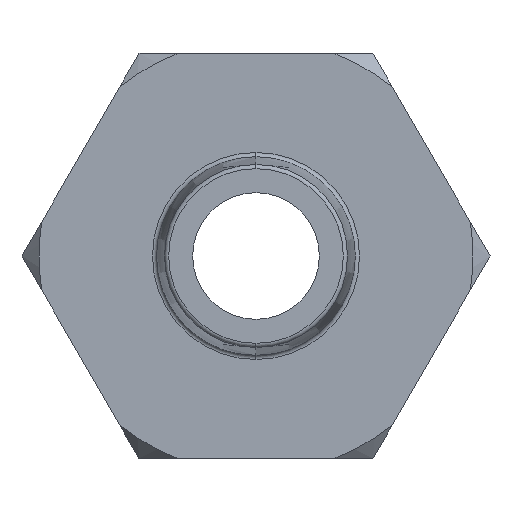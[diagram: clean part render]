
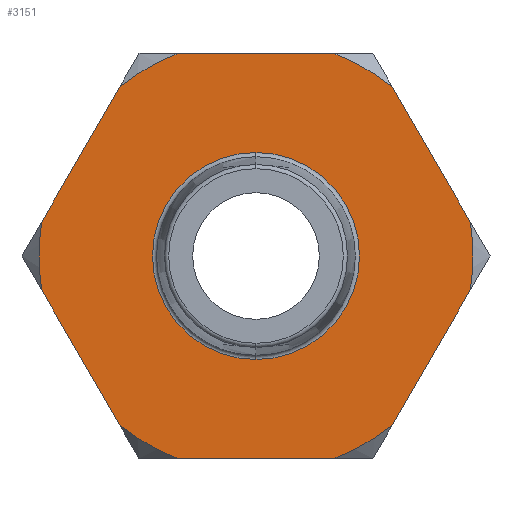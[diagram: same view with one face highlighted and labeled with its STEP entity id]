
A CAD part, left-side view. The second image highlights one B-rep face of the part: STEP entity #3151.
In plain terms, the highlighted planar face has unit normal (-1, 0, 0).
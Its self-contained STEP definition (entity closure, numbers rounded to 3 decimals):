
#22 = ORIENTED_EDGE ( 'NONE', *, *, #1741, .F. ) ;
#26 = EDGE_CURVE ( 'NONE', #129, #2782, #2318, .T. ) ;
#46 = EDGE_CURVE ( 'NONE', #2179, #2211, #2155, .T. ) ;
#117 = CARTESIAN_POINT ( 'NONE',  ( -3., 0., -6.13 ) ) ;
#129 = VERTEX_POINT ( 'NONE', #2849 ) ;
#151 = EDGE_CURVE ( 'NONE', #1350, #611, #1709, .T. ) ;
#398 = LINE ( 'NONE', #1843, #1396 ) ;
#412 = VERTEX_POINT ( 'NONE', #2897 ) ;
#435 = CARTESIAN_POINT ( 'NONE',  ( -3., 8.085, -9.994 ) ) ;
#491 = ORIENTED_EDGE ( 'NONE', *, *, #1355, .T. ) ;
#494 = CARTESIAN_POINT ( 'NONE',  ( -3., 0., 0. ) ) ;
#501 = FACE_BOUND ( 'NONE', #3536, .T. ) ;
#508 = DIRECTION ( 'NONE',  ( -1., 0., 0. ) ) ;
#518 = DIRECTION ( 'NONE',  ( 0., 0., 1. ) ) ;
#589 = EDGE_CURVE ( 'NONE', #678, #1100, #2895, .T. ) ;
#611 = VERTEX_POINT ( 'NONE', #1796 ) ;
#614 = CARTESIAN_POINT ( 'NONE',  ( -3., 4.613, 11.999 ) ) ;
#678 = VERTEX_POINT ( 'NONE', #3448 ) ;
#697 = VERTEX_POINT ( 'NONE', #614 ) ;
#699 = CARTESIAN_POINT ( 'NONE',  ( -3., -6.928, 11.999 ) ) ;
#727 = AXIS2_PLACEMENT_3D ( 'NONE', #2975, #3595, #3498 ) ;
#751 = DIRECTION ( 'NONE',  ( 0., -0.5, -0.866 ) ) ;
#866 = EDGE_CURVE ( 'NONE', #678, #3313, #3040, .T. ) ;
#889 = ORIENTED_EDGE ( 'NONE', *, *, #866, .T. ) ;
#1005 = CARTESIAN_POINT ( 'NONE',  ( -3., 8.085, 9.994 ) ) ;
#1007 = CARTESIAN_POINT ( 'NONE',  ( -3., 0., 0. ) ) ;
#1058 = DIRECTION ( 'NONE',  ( 1., 0., 0. ) ) ;
#1068 = DIRECTION ( 'NONE',  ( 0., 0., 1. ) ) ;
#1100 = VERTEX_POINT ( 'NONE', #2727 ) ;
#1147 = DIRECTION ( 'NONE',  ( -1., 0., 0. ) ) ;
#1158 = CARTESIAN_POINT ( 'NONE',  ( -3., 12.698, 2.004 ) ) ;
#1207 = ORIENTED_EDGE ( 'NONE', *, *, #589, .F. ) ;
#1265 = AXIS2_PLACEMENT_3D ( 'NONE', #3600, #3551, #3576 ) ;
#1329 = EDGE_CURVE ( 'NONE', #697, #2782, #3069, .T. ) ;
#1335 = DIRECTION ( 'NONE',  ( 0., 0.5, -0.866 ) ) ;
#1350 = VERTEX_POINT ( 'NONE', #117 ) ;
#1355 = EDGE_CURVE ( 'NONE', #611, #1350, #2859, .T. ) ;
#1396 = VECTOR ( 'NONE', #1815, 1000. ) ;
#1448 = AXIS2_PLACEMENT_3D ( 'NONE', #3494, #2451, #3474 ) ;
#1508 = VERTEX_POINT ( 'NONE', #1005 ) ;
#1547 = CARTESIAN_POINT ( 'NONE',  ( -3., 6.928, 11.999 ) ) ;
#1574 = VERTEX_POINT ( 'NONE', #435 ) ;
#1612 = CARTESIAN_POINT ( 'NONE',  ( -3., 6.928, -11.999 ) ) ;
#1646 = EDGE_CURVE ( 'NONE', #697, #1508, #1868, .T. ) ;
#1701 = CARTESIAN_POINT ( 'NONE',  ( -3., 0., 0. ) ) ;
#1705 = DIRECTION ( 'NONE',  ( -1., 0., 0. ) ) ;
#1709 = CIRCLE ( 'NONE', #2598, 6.13 ) ;
#1710 = DIRECTION ( 'NONE',  ( 0., 0., 1. ) ) ;
#1730 = VECTOR ( 'NONE', #751, 1000. ) ;
#1739 = DIRECTION ( 'NONE',  ( 0., 0.5, 0.866 ) ) ;
#1741 = EDGE_CURVE ( 'NONE', #129, #412, #2306, .T. ) ;
#1781 = ORIENTED_EDGE ( 'NONE', *, *, #46, .T. ) ;
#1796 = CARTESIAN_POINT ( 'NONE',  ( -3., 0., 6.13 ) ) ;
#1800 = ORIENTED_EDGE ( 'NONE', *, *, #1948, .F. ) ;
#1814 = AXIS2_PLACEMENT_3D ( 'NONE', #1908, #2350, #2164 ) ;
#1815 = DIRECTION ( 'NONE',  ( 0., -0.5, 0.866 ) ) ;
#1823 = DIRECTION ( 'NONE',  ( 0., -1., 0. ) ) ;
#1831 = CIRCLE ( 'NONE', #3263, 12.855 ) ;
#1843 = CARTESIAN_POINT ( 'NONE',  ( -3., 13.855, 0. ) ) ;
#1868 = CIRCLE ( 'NONE', #3104, 12.855 ) ;
#1908 = CARTESIAN_POINT ( 'NONE',  ( -3., 0., 0. ) ) ;
#1948 = EDGE_CURVE ( 'NONE', #1574, #2211, #2490, .T. ) ;
#1953 = FACE_OUTER_BOUND ( 'NONE', #3082, .T. ) ;
#1986 = EDGE_CURVE ( 'NONE', #2784, #3313, #2620, .T. ) ;
#1998 = AXIS2_PLACEMENT_3D ( 'NONE', #2786, #1147, #3095 ) ;
#2026 = DIRECTION ( 'NONE',  ( 0., 1., 0. ) ) ;
#2155 = CIRCLE ( 'NONE', #1448, 12.855 ) ;
#2164 = DIRECTION ( 'NONE',  ( 0., 0., 1. ) ) ;
#2179 = VERTEX_POINT ( 'NONE', #1158 ) ;
#2211 = VERTEX_POINT ( 'NONE', #2443 ) ;
#2306 = LINE ( 'NONE', #699, #1730 ) ;
#2318 = CIRCLE ( 'NONE', #1265, 12.855 ) ;
#2343 = VECTOR ( 'NONE', #1823, 1000. ) ;
#2350 = DIRECTION ( 'NONE',  ( 1., 0., 0. ) ) ;
#2437 = ORIENTED_EDGE ( 'NONE', *, *, #151, .T. ) ;
#2443 = CARTESIAN_POINT ( 'NONE',  ( -3., 12.698, -2.004 ) ) ;
#2451 = DIRECTION ( 'NONE',  ( -1., 0., 0. ) ) ;
#2484 = CARTESIAN_POINT ( 'NONE',  ( -3., -12.698, -2.004 ) ) ;
#2490 = LINE ( 'NONE', #1612, #2542 ) ;
#2542 = VECTOR ( 'NONE', #1739, 1000. ) ;
#2588 = ORIENTED_EDGE ( 'NONE', *, *, #3566, .T. ) ;
#2598 = AXIS2_PLACEMENT_3D ( 'NONE', #1007, #1058, #1068 ) ;
#2620 = LINE ( 'NONE', #3446, #2844 ) ;
#2643 = EDGE_CURVE ( 'NONE', #2179, #1508, #398, .T. ) ;
#2663 = EDGE_CURVE ( 'NONE', #2784, #412, #1831, .T. ) ;
#2695 = CARTESIAN_POINT ( 'NONE',  ( -3., -8.085, -9.994 ) ) ;
#2727 = CARTESIAN_POINT ( 'NONE',  ( -3., 4.613, -11.999 ) ) ;
#2782 = VERTEX_POINT ( 'NONE', #2973 ) ;
#2784 = VERTEX_POINT ( 'NONE', #2484 ) ;
#2786 = CARTESIAN_POINT ( 'NONE',  ( -3., 0., 0. ) ) ;
#2844 = VECTOR ( 'NONE', #1335, 1000. ) ;
#2849 = CARTESIAN_POINT ( 'NONE',  ( -3., -8.085, 9.994 ) ) ;
#2859 = CIRCLE ( 'NONE', #1814, 6.13 ) ;
#2892 = VECTOR ( 'NONE', #2026, 1000. ) ;
#2895 = LINE ( 'NONE', #3516, #2892 ) ;
#2897 = CARTESIAN_POINT ( 'NONE',  ( -3., -12.698, 2.004 ) ) ;
#2948 = ORIENTED_EDGE ( 'NONE', *, *, #1986, .F. ) ;
#2959 = AXIS2_PLACEMENT_3D ( 'NONE', #3338, #3371, #3288 ) ;
#2973 = CARTESIAN_POINT ( 'NONE',  ( -3., -4.613, 11.999 ) ) ;
#2975 = CARTESIAN_POINT ( 'NONE',  ( -3., 0., 0. ) ) ;
#3040 = CIRCLE ( 'NONE', #727, 12.855 ) ;
#3069 = LINE ( 'NONE', #1547, #2343 ) ;
#3082 = EDGE_LOOP ( 'NONE', ( #1781, #1800, #2588, #1207, #889, #2948, #3295, #22, #3252, #3357, #3086, #3149 ) ) ;
#3086 = ORIENTED_EDGE ( 'NONE', *, *, #1646, .T. ) ;
#3095 = DIRECTION ( 'NONE',  ( 0., 0., 1. ) ) ;
#3104 = AXIS2_PLACEMENT_3D ( 'NONE', #494, #508, #518 ) ;
#3149 = ORIENTED_EDGE ( 'NONE', *, *, #2643, .F. ) ;
#3151 = ADVANCED_FACE ( 'NONE', ( #501, #1953 ), #3308, .T. ) ;
#3252 = ORIENTED_EDGE ( 'NONE', *, *, #26, .T. ) ;
#3263 = AXIS2_PLACEMENT_3D ( 'NONE', #1701, #1705, #1710 ) ;
#3288 = DIRECTION ( 'NONE',  ( 0., 0., 1. ) ) ;
#3295 = ORIENTED_EDGE ( 'NONE', *, *, #2663, .T. ) ;
#3308 = PLANE ( 'NONE',  #2959 ) ;
#3313 = VERTEX_POINT ( 'NONE', #2695 ) ;
#3338 = CARTESIAN_POINT ( 'NONE',  ( -3., 0., 0. ) ) ;
#3357 = ORIENTED_EDGE ( 'NONE', *, *, #1329, .F. ) ;
#3371 = DIRECTION ( 'NONE',  ( -1., 0., 0. ) ) ;
#3446 = CARTESIAN_POINT ( 'NONE',  ( -3., -13.855, 0. ) ) ;
#3448 = CARTESIAN_POINT ( 'NONE',  ( -3., -4.613, -11.999 ) ) ;
#3450 = CIRCLE ( 'NONE', #1998, 12.855 ) ;
#3474 = DIRECTION ( 'NONE',  ( 0., 0., 1. ) ) ;
#3494 = CARTESIAN_POINT ( 'NONE',  ( -3., 0., 0. ) ) ;
#3498 = DIRECTION ( 'NONE',  ( 0., 0., 1. ) ) ;
#3516 = CARTESIAN_POINT ( 'NONE',  ( -3., -6.928, -11.999 ) ) ;
#3536 = EDGE_LOOP ( 'NONE', ( #491, #2437 ) ) ;
#3551 = DIRECTION ( 'NONE',  ( -1., 0., 0. ) ) ;
#3566 = EDGE_CURVE ( 'NONE', #1574, #1100, #3450, .T. ) ;
#3576 = DIRECTION ( 'NONE',  ( 0., 0., 1. ) ) ;
#3595 = DIRECTION ( 'NONE',  ( -1., 0., 0. ) ) ;
#3600 = CARTESIAN_POINT ( 'NONE',  ( -3., 0., 0. ) ) ;
